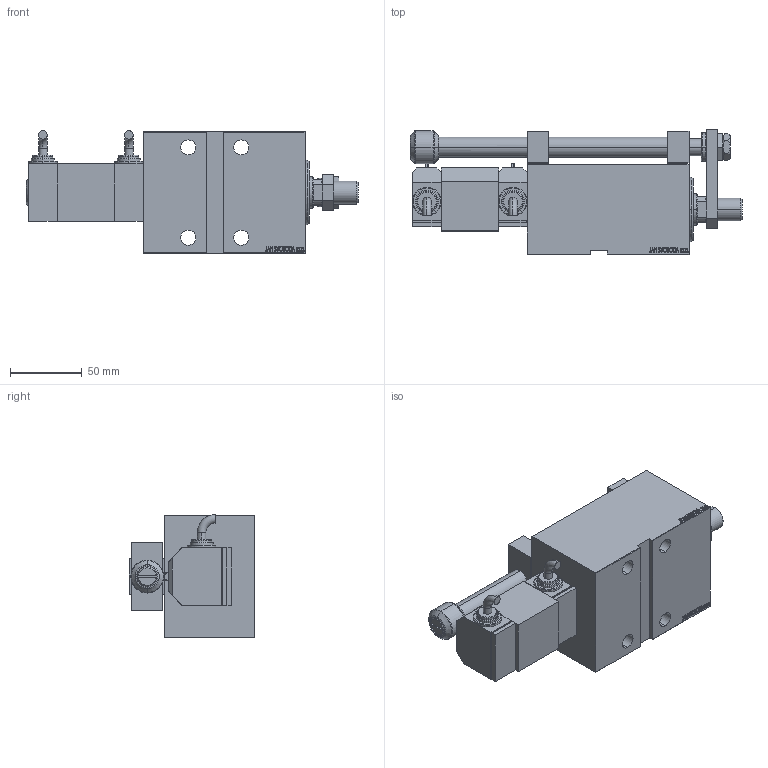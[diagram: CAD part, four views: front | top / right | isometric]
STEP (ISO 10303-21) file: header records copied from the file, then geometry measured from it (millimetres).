
FILE_DESCRIPTION (( 'STEP AP203' ), '1' );
FILE_NAME ('3fb7.STEP', '2025-12-11T10:23:00', ( '' ), ( '' ), 'SwSTEP 2.0', 'SolidWorks 2019', '' );
FILE_SCHEMA (( 'CONFIG_CONTROL_DESIGN' ));
Length unit declared in the file: millimetre
Products named in the file (14): V450CM_VC_B 761adae0878538bbeebe364507f4fe1f; TYC_P 761adae0878538bbeebe364507f4fe1f; V450CM_E_VCP 761adae0878538bbeebe364507f4fe1f; V450CM_E_Body 761adae0878538bbeebe364507f4fe1f; SWITCH_P_FRONT_BACK 761adae0878538bbeebe364507f4fe1f; KROUZEK_PRO_TYC 761adae0878538bbeebe364507f4fe1f; ZARAZKA_P 761adae0878538bbeebe364507f4fe1f; SWITCH P 761adae0878538bbeebe364507f4fe1f; NUT_D19_P 761adae0878538bbeebe364507f4fe1f; MIDDLE 761adae0878538bbeebe364507f4fe1f; NUT_D16 761adae0878538bbeebe364507f4fe1f; SWITCH DIM W_B 761adae0878538bbeebe364507f4fe1f; V450CM_MALE_METRIC 761adae0878538bbeebe364507f4fe1f; 3fb7
Assembly tree (15 placements, depth 2):
  3fb7
    V450CM_E_Body 761adae0878538bbeebe364507f4fe1f
    V450CM_E_VCP 761adae0878538bbeebe364507f4fe1f
    V450CM_VC_B 761adae0878538bbeebe364507f4fe1f
    V450CM_MALE_METRIC 761adae0878538bbeebe364507f4fe1f
    ZARAZKA_P 761adae0878538bbeebe364507f4fe1f
    KROUZEK_PRO_TYC 761adae0878538bbeebe364507f4fe1f
    MIDDLE 761adae0878538bbeebe364507f4fe1f
    NUT_D16 761adae0878538bbeebe364507f4fe1f
    NUT_D19_P 761adae0878538bbeebe364507f4fe1f
    SWITCH DIM W_B 761adae0878538bbeebe364507f4fe1f
    SWITCH P 761adae0878538bbeebe364507f4fe1f  x2
    SWITCH_P_FRONT_BACK 761adae0878538bbeebe364507f4fe1f  x2
    TYC_P 761adae0878538bbeebe364507f4fe1f
Bounding box: 231.8 x 87.5 x 85.76 mm (x, y, z)
Volume: 746130.1 mm3; surface area: 143214.3 mm2
Topology: 15 solids, 15 shells, 1097 faces, 2734 edges, 1796 vertices
Faces by surface type: plane 528, bspline 380, cylinder 114, cone 41, torus 34
Entity records: 49289 total; most frequent: CARTESIAN_POINT 25387, ORIENTED_EDGE 5168, DIRECTION 3421, EDGE_CURVE 2584, VERTEX_POINT 1700, LINE 1497, VECTOR 1497, EDGE_LOOP 1184
